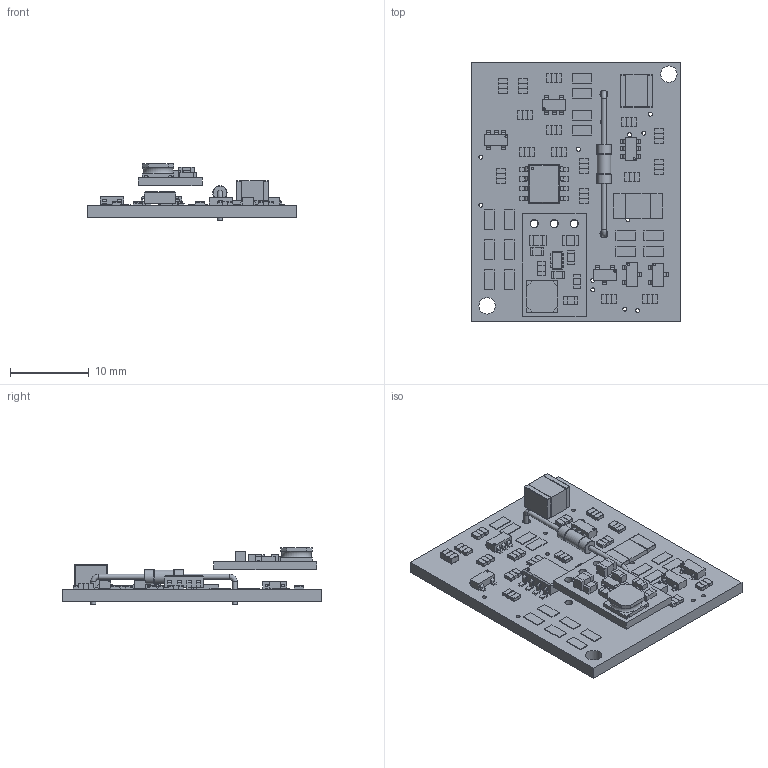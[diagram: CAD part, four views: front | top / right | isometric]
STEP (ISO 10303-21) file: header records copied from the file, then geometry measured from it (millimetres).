
FILE_DESCRIPTION(/* description */ (''),/* implementation_level */ '2;1');
FILE_NAME(/* name */ '009pcb6_3d v3.step',/* time_stamp */ '2022-12-02T18:32:38-05:00',/* author */ (''),/* organization */ (''),/* preprocessor_version */ 'ST-DEVELOPER v19.2',/* originating_system */ 'Autodesk Translation Framework v11.17.0.187',/* authorisation */ '');
FILE_SCHEMA (('AUTOMOTIVE_DESIGN { 1 0 10303 214 3 1 1 }'));
Products named in the file (44): 009pcb6_3d; Board; Packages; LEDC2012X70N; IND_8357022_WRE; SOT95P280X125-5N; SOT23; CAPC2012X135N; CAPC2012X135N (1); CAPC2012X135N (2); CAPC2012X135N (3); CAPC2012X135N (4); CAPC2012X135N (5); SOT95P280X145-5N; SOIC127P599X175-8N; RESC2012X60N; RESC2012X60N (1); RESC2012X60N (2); RESC2012X60N (3); RESC2012X60N (4); RESC2012X60N (5); RESC2012X60N (6); RESC2012X60N (7); RESC2012X60N (8); RESC6331X65N; SOT-23F_TOS; SOT-23F_TOS (1); SOT23-6; REED_SWITCH_GLASS; 1X03; SMD1,27-2,54; SMD1,27-2,54 (1); SMD1,27-2,54 (2); SMD1,27-2,54 (3); SMD1,27-2,54 (4); SMD1,27-2,54 (5); SMD1,27-2,54 (6); SMD1,27-2,54 (7); SMD1,27-2,54 (8); SMD1,27-2,54 (9) ...
Assembly tree (43 placements, depth 3):
  009pcb6_3d
    Board
    Packages
      LEDC2012X70N
      IND_8357022_WRE
      SOT95P280X125-5N
      SOT23
      CAPC2012X135N
      CAPC2012X135N (1)
      CAPC2012X135N (2)
      CAPC2012X135N (3)
      CAPC2012X135N (4)
      CAPC2012X135N (5)
      SOT95P280X145-5N
      SOIC127P599X175-8N
      RESC2012X60N
      RESC2012X60N (1)
      RESC2012X60N (2)
      RESC2012X60N (3)
      RESC2012X60N (4)
      RESC2012X60N (5)
      RESC2012X60N (6)
      RESC2012X60N (7)
      RESC2012X60N (8)
      RESC6331X65N
      SOT-23F_TOS
      SOT-23F_TOS (1)
      SOT23-6
      REED_SWITCH_GLASS
      1X03
      SMD1,27-2,54
      SMD1,27-2,54 (1)
      SMD1,27-2,54 (2)
      SMD1,27-2,54 (3)
      SMD1,27-2,54 (4)
      SMD1,27-2,54 (5)
      SMD1,27-2,54 (6)
      SMD1,27-2,54 (7)
      SMD1,27-2,54 (8)
      SMD1,27-2,54 (9)
      SMD1,27-2,54 (10)
      SMD1,27-2,54 (11)
      SMD1,27-2,54 (12)
      SMD1,27-2,54 (13)
Bounding box: 26.67 x 33.02 x 7.24 mm (x, y, z)
Volume: 1671.3 mm3; surface area: 3093.8 mm2
Topology: 62 solids, 62 shells, 2213 faces, 5026 edges, 3057 vertices
Faces by surface type: plane 1108, cylinder 610, sphere 288, bspline 198, torus 9
Full cylindrical faces by diameter (mm): 0.3 x7, 0.508 x14, 0.63 x4, 1.016 x8, 1.71 x1, 1.8 x2, 2.083 x2
Entity records: 71349 total; most frequent: CARTESIAN_POINT 19230, DIRECTION 10086, ORIENTED_EDGE 10052, EDGE_CURVE 5026, LINE 3380, VECTOR 3380, AXIS2_PLACEMENT_3D 3353, VERTEX_POINT 3057
